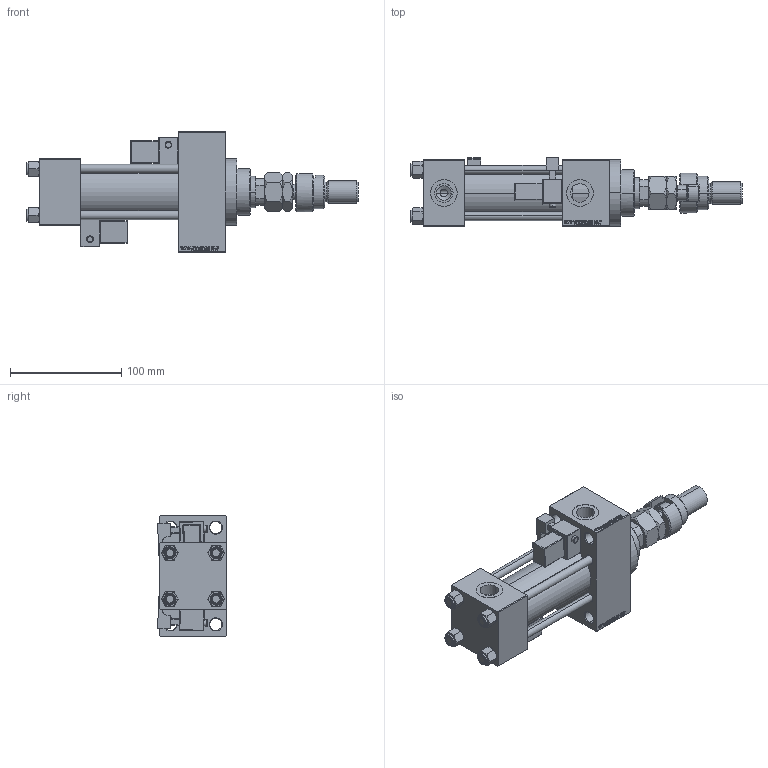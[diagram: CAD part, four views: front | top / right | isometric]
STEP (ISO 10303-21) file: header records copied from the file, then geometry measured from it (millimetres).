
FILE_DESCRIPTION (( 'STEP AP203' ), '1' );
FILE_NAME ('cfd4.STEP', '2022-04-14T17:20:08', ( '' ), ( '' ), 'SwSTEP 2.0', 'SolidWorks 2019', '' );
FILE_SCHEMA (( 'CONFIG_CONTROL_DESIGN' ));
Length unit declared in the file: millimetre
Products named in the file (10): MFA 1a472340938842f5c0e91d62d1719509; cfd4; NUT_M5_D 1a472340938842f5c0e91d62d1719509; FEMALE_PART_FOR_DFA 1a472340938842f5c0e91d62d1719509; V215CR_D_TYCINKA 1a472340938842f5c0e91d62d1719509; V215CR_MSU 1a472340938842f5c0e91d62d1719509; V215CR_D_Body 1a472340938842f5c0e91d62d1719509; V215_VC_A 1a472340938842f5c0e91d62d1719509; V215CR_VCP_D 1a472340938842f5c0e91d62d1719509; DFA 1a472340938842f5c0e91d62d1719509
Assembly tree (16 placements, depth 3):
  cfd4
    V215CR_D_Body 1a472340938842f5c0e91d62d1719509
    V215CR_VCP_D 1a472340938842f5c0e91d62d1719509
    NUT_M5_D 1a472340938842f5c0e91d62d1719509  x4
    V215CR_D_TYCINKA 1a472340938842f5c0e91d62d1719509  x4
    V215_VC_A 1a472340938842f5c0e91d62d1719509
    DFA 1a472340938842f5c0e91d62d1719509
      FEMALE_PART_FOR_DFA 1a472340938842f5c0e91d62d1719509
      MFA 1a472340938842f5c0e91d62d1719509
    V215CR_MSU 1a472340938842f5c0e91d62d1719509  x2
Bounding box: 299 x 61.9 x 109 mm (x, y, z)
Volume: 655082 mm3; surface area: 168165.7 mm2
Topology: 15 solids, 15 shells, 1353 faces, 3319 edges, 2093 vertices
Faces by surface type: plane 588, bspline 368, cone 184, cylinder 165, torus 24, sphere 24
Entity records: 52568 total; most frequent: CARTESIAN_POINT 26202, ORIENTED_EDGE 5748, DIRECTION 4030, EDGE_CURVE 2874, VERTEX_POINT 1853, VECTOR 1668, LINE 1668, EDGE_LOOP 1293
